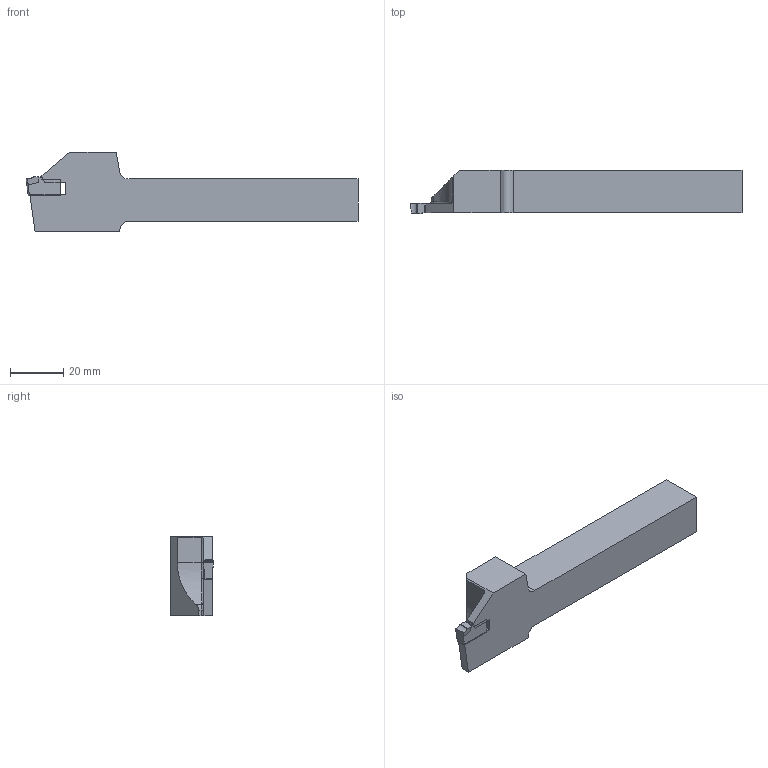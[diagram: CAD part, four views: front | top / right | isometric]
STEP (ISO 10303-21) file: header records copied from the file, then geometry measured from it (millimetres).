
FILE_DESCRIPTION(/* description */ (''),/* implementation_level */ '2;1');
FILE_NAME(/* name */ 'ADKT-151.22-R-1616-4-T15.stp',/* time_stamp */ '2023-10-30T18:39:31+03:00',/* author */ (''),/* organization */ (''),/* preprocessor_version */ 'ST-DEVELOPER v19.4',/* originating_system */ 'SIEMENS PLM Software NX2306.3001',/* authorisation */ '');
FILE_SCHEMA (('AUTOMOTIVE_DESIGN { 1 0 10303 214 3 1 1 1 }'));
Length unit declared in the file: millimetre
Products named in the file (1): ADKT-151.22-R-1616-4-T15-light
Bounding box: 124.92 x 16.31 x 30 mm (x, y, z)
Volume: 33744 mm3; surface area: 9302.6 mm2
Topology: 2 solids, 2 shells, 50 faces, 135 edges, 89 vertices
Faces by surface type: plane 34, cylinder 14, torus 2
Entity records: 1970 total; most frequent: CARTESIAN_POINT 304, ORIENTED_EDGE 270, DIRECTION 266, EDGE_CURVE 135, LINE 100, VECTOR 100, VERTEX_POINT 89, AXIS2_PLACEMENT_3D 83
